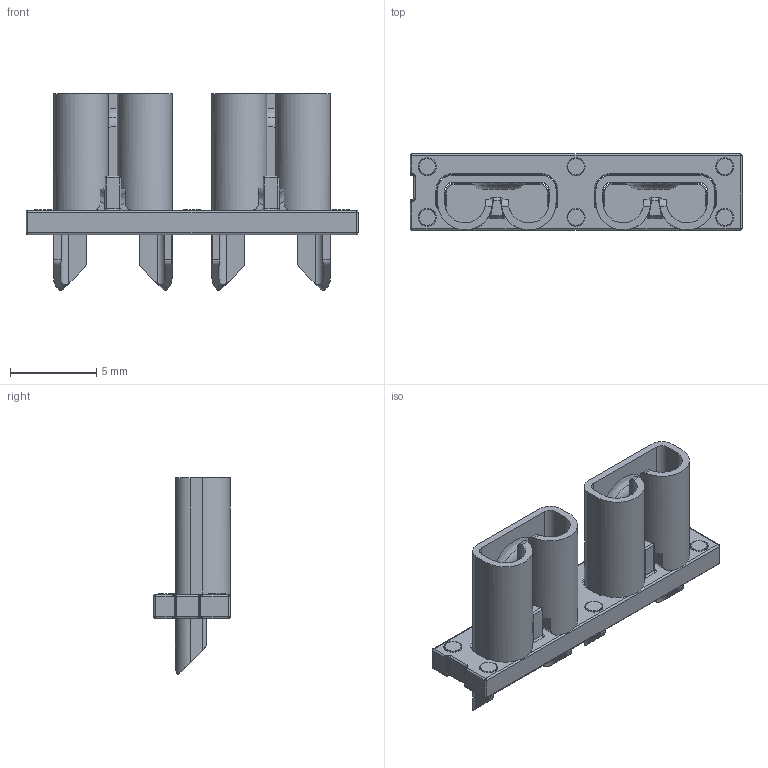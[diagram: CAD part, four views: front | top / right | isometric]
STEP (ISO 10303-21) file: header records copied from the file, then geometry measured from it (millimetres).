
FILE_DESCRIPTION(/* description */ (''),/* implementation_level */ '2;1');
FILE_NAME(/* name */ 'Keystone Electronics - 3522-2.step',/* time_stamp */ '2020-05-13T19:40:53+01:00',/* author */ (''),/* organization */ (''),/* preprocessor_version */ 'ST-DEVELOPER v18.1',/* originating_system */ 'Autodesk Translation Framework v9.2.0.1227',/* authorisation */ '');
FILE_SCHEMA (('AUTOMOTIVE_DESIGN { 1 0 10303 214 3 1 1 }'));
Length unit declared in the file: millimetre
Products named in the file (1): Keystone Electronics - 3522-2
Bounding box: 19.3 x 4.44 x 11.41 mm (x, y, z)
Volume: 230.2 mm3; surface area: 895.3 mm2
Topology: 1 solids, 1 shells, 376 faces, 970 edges, 594 vertices
Faces by surface type: cylinder 156, plane 104, torus 68, bspline 28, sphere 16, cone 4
Entity records: 14075 total; most frequent: CARTESIAN_POINT 4733, DIRECTION 1962, ORIENTED_EDGE 1940, EDGE_CURVE 970, AXIS2_PLACEMENT_3D 779, VERTEX_POINT 594, LINE 404, VECTOR 404
